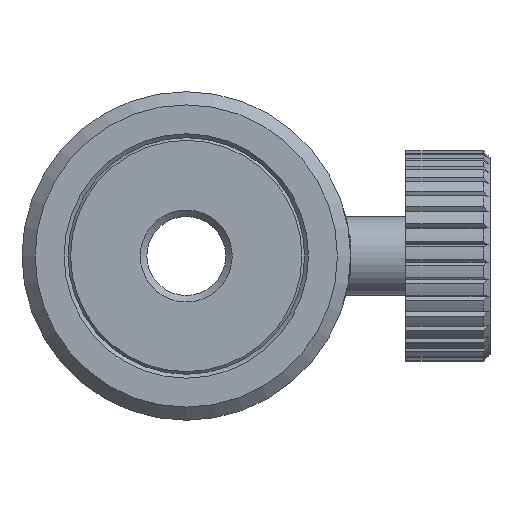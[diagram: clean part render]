
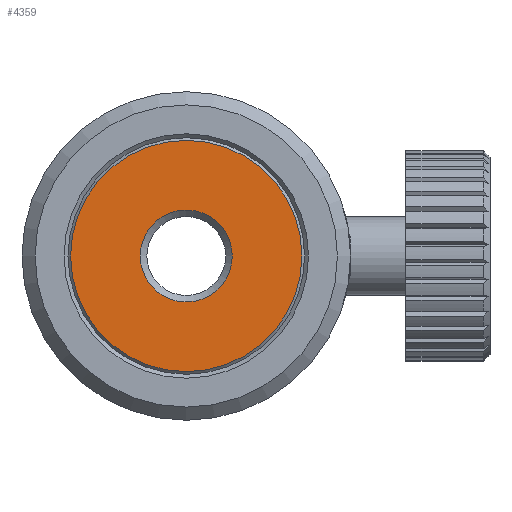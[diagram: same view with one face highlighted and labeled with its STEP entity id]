
A CAD part, front view. The second image highlights one B-rep face of the part: STEP entity #4359.
In plain terms, the highlighted planar face has unit normal (0, -1, 0).
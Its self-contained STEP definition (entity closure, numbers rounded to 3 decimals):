
#1190 = CIRCLE ( 'NONE', #1749, 3.5 ) ;
#1191 = CIRCLE ( 'NONE', #1750, 8.8 ) ;
#1749 = AXIS2_PLACEMENT_3D ( 'NONE', #1972, #1973, #1974 ) ;
#1750 = AXIS2_PLACEMENT_3D ( 'NONE', #1976, #1977, #1978 ) ;
#1972 = CARTESIAN_POINT ( 'NONE',  ( -6.15, -6.612, 0. ) ) ;
#1973 = DIRECTION ( 'NONE',  ( 0., 1., 0. ) ) ;
#1974 = DIRECTION ( 'NONE',  ( 0., 0., 1. ) ) ;
#1976 = CARTESIAN_POINT ( 'NONE',  ( -6.15, -6.612, 0. ) ) ;
#1977 = DIRECTION ( 'NONE',  ( 0., -1., 0. ) ) ;
#1978 = DIRECTION ( 'NONE',  ( 0., 0., 1. ) ) ;
#2123 = ORIENTED_EDGE ( 'NONE', *, *, #4101, .T. ) ;
#2124 = ORIENTED_EDGE ( 'NONE', *, *, #4102, .T. ) ;
#2672 = FACE_OUTER_BOUND ( 'NONE', #4914, .T. ) ;
#2677 = FACE_BOUND ( 'NONE', #4918, .T. ) ;
#4101 = EDGE_CURVE ( 'NONE', #4633, #4633, #1190, .T. ) ;
#4102 = EDGE_CURVE ( 'NONE', #4634, #4634, #1191, .T. ) ;
#4359 = ADVANCED_FACE ( 'NONE', ( #2677, #2672 ), #4554, .F. ) ;
#4461 = AXIS2_PLACEMENT_3D ( 'NONE', #4552, #4556, #4557 ) ;
#4552 = CARTESIAN_POINT ( 'NONE',  ( -6.15, -6.612, 0. ) ) ;
#4554 = PLANE ( 'NONE',  #4461 ) ;
#4556 = DIRECTION ( 'NONE',  ( 0., 1., 0. ) ) ;
#4557 = DIRECTION ( 'NONE',  ( 0., 0., 1. ) ) ;
#4581 = CARTESIAN_POINT ( 'NONE',  ( -6.15, -6.612, 3.5 ) ) ;
#4582 = CARTESIAN_POINT ( 'NONE',  ( -6.15, -6.612, 8.8 ) ) ;
#4633 = VERTEX_POINT ( 'NONE', #4581 ) ;
#4634 = VERTEX_POINT ( 'NONE', #4582 ) ;
#4914 = EDGE_LOOP ( 'NONE', ( #2124 ) ) ;
#4918 = EDGE_LOOP ( 'NONE', ( #2123 ) ) ;
